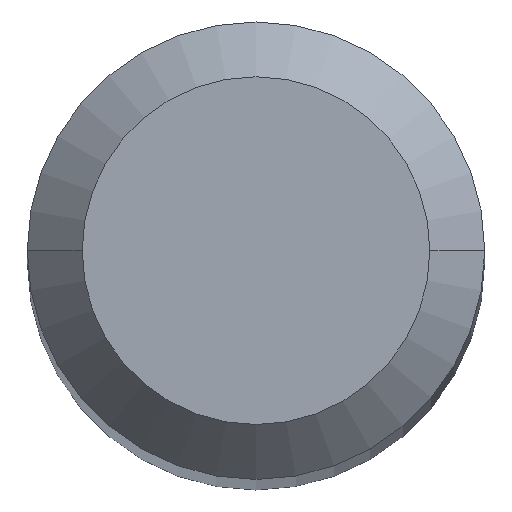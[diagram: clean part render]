
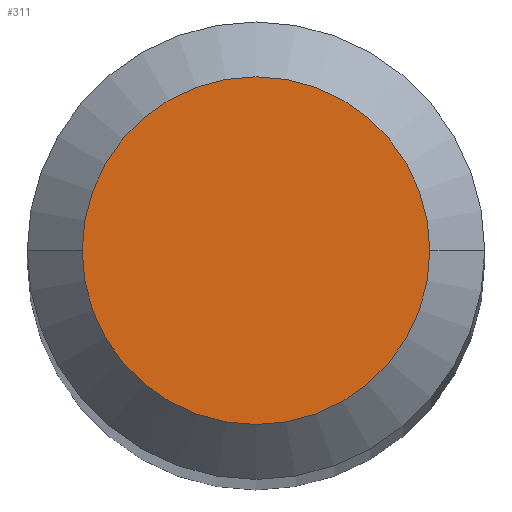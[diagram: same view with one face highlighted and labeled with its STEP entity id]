
A CAD part, top view. The second image highlights one B-rep face of the part: STEP entity #311.
In plain terms, the highlighted planar face has unit normal (0, 0, 1).
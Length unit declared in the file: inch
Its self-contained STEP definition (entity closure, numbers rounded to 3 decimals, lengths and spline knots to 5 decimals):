
#15 = AXIS2_PLACEMENT_3D ( 'NONE', #385, #72, #213 ) ;
#54 = ORIENTED_EDGE ( 'NONE', *, *, #411, .T. ) ;
#72 = DIRECTION ( 'NONE',  ( 0., 0., 1. ) ) ;
#97 = FACE_OUTER_BOUND ( 'NONE', #244, .T. ) ;
#103 = VERTEX_POINT ( 'NONE', #443 ) ;
#142 = CIRCLE ( 'NONE', #15, 0.0475 ) ;
#143 = DIRECTION ( 'NONE',  ( -1., 0., 0. ) ) ;
#154 = ORIENTED_EDGE ( 'NONE', *, *, #262, .T. ) ;
#169 = AXIS2_PLACEMENT_3D ( 'NONE', #206, #379, #143 ) ;
#198 = DIRECTION ( 'NONE',  ( 1., 0., 0. ) ) ;
#206 = CARTESIAN_POINT ( 'NONE',  ( 0., 0.0475, 0. ) ) ;
#213 = DIRECTION ( 'NONE',  ( 1., 0., 0. ) ) ;
#244 = EDGE_LOOP ( 'NONE', ( #154, #54 ) ) ;
#252 = AXIS2_PLACEMENT_3D ( 'NONE', #268, #369, #198 ) ;
#262 = EDGE_CURVE ( 'NONE', #388, #103, #405, .T. ) ;
#268 = CARTESIAN_POINT ( 'NONE',  ( 0., 0., 0. ) ) ;
#311 = ADVANCED_FACE ( 'NONE', ( #97 ), #382, .F. ) ;
#314 = CARTESIAN_POINT ( 'NONE',  ( -0.0475, 0., 0. ) ) ;
#369 = DIRECTION ( 'NONE',  ( 0., 0., 1. ) ) ;
#379 = DIRECTION ( 'NONE',  ( 0., 0., -1. ) ) ;
#382 = PLANE ( 'NONE',  #169 ) ;
#385 = CARTESIAN_POINT ( 'NONE',  ( 0., 0., 0. ) ) ;
#388 = VERTEX_POINT ( 'NONE', #314 ) ;
#405 = CIRCLE ( 'NONE', #252, 0.0475 ) ;
#411 = EDGE_CURVE ( 'NONE', #103, #388, #142, .T. ) ;
#443 = CARTESIAN_POINT ( 'NONE',  ( 0.0475, 0., 0. ) ) ;
